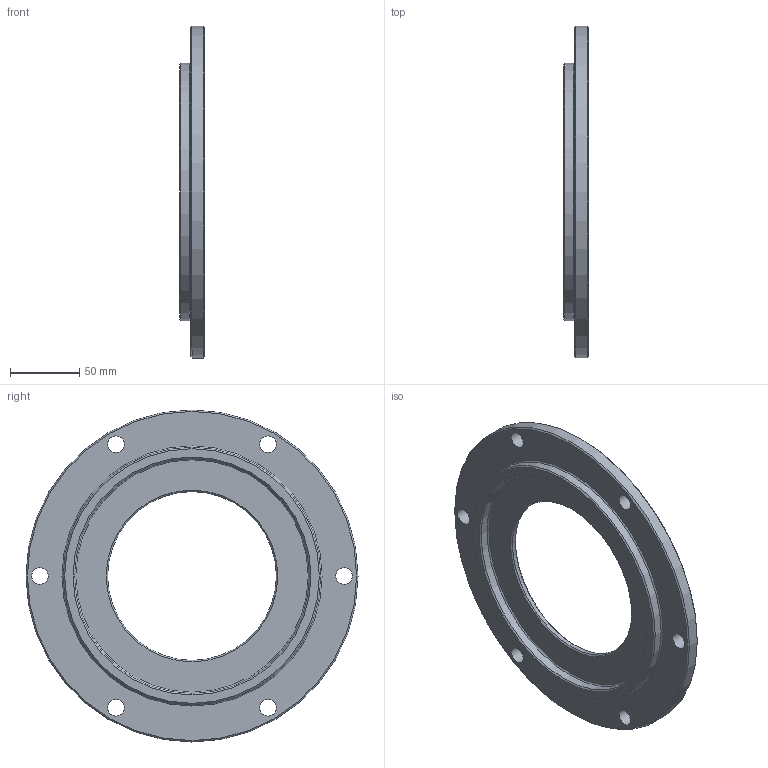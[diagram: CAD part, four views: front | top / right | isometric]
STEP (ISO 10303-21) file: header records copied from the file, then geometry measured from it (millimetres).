
FILE_DESCRIPTION(('STEP AP242'), '1');
FILE_NAME('61. Êðûøêà ïîäøèïíèêà ïåðåäíÿÿ ñî ñòîðîíû âñàñûâàíèÿ', '', ('UNSPECIFIED'), ('UNSPECIFIED'), 'C3D Converter', 'C3D Toolkit', '');
FILE_SCHEMA(('AP242_MANAGED_MODEL_BASED_3D_ENGINEERING_MIM_LF { 1 0 10303 442 1 1 4 }'));
Length unit declared in the file: millimetre
Bounding box: 18 x 240 x 240 mm (x, y, z)
Volume: 338096.1 mm3; surface area: 85519.7 mm2
Topology: 1 solids, 1 shells, 26 faces, 53 edges, 32 vertices
Faces by surface type: cylinder 11, cone 10, plane 5
Full cylindrical faces by diameter (mm): 12 x6, 122 x1, 146 x1, 170 x1, 186 x1, 240 x1
Entity records: 860 total; most frequent: DIRECTION 118, CARTESIAN_POINT 91, EDGE_LOOP 64, ORIENTED_EDGE 64, AXIS2_PLACEMENT_3D 59, FACE_OUTER_BOUND 42, EDGE_CURVE 32, VERTEX_POINT 32
